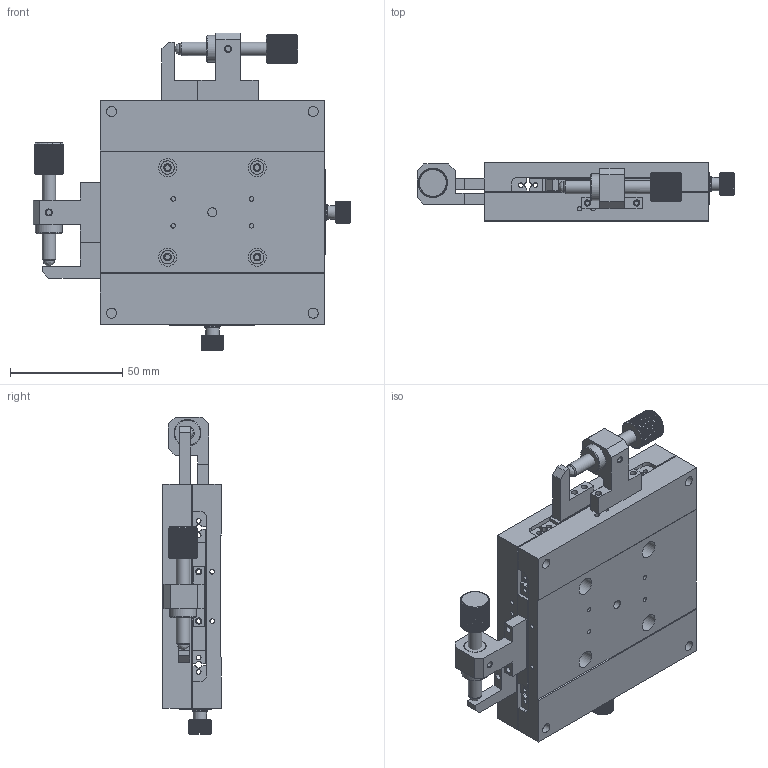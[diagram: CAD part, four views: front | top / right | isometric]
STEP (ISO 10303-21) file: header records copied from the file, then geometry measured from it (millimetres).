
FILE_DESCRIPTION (( 'STEP AP203' ), '1' );
FILE_NAME ('528928.STEP', '2024-11-12T09:19:00', ( 'Windows User' ), ( 'P R C' ), 'SwSTEP 2.0', 'SolidWorks 2020', '' );
FILE_SCHEMA (( 'CONFIG_CONTROL_DESIGN' ));
Length unit declared in the file: millimetre
Products named in the file (1): 528928
Bounding box: 141.8 x 26 x 141.8 mm (x, y, z)
Surface area: 90047.2 mm2 (no closed solid volume)
Topology: 0 solids, 22 shells, 1360 faces, 3872 edges, 2535 vertices
Faces by surface type: plane 752, cylinder 428, cone 178, bspline 2
Full cylindrical faces by diameter (mm): 2.05 x41, 2.5 x3, 2.8 x8, 3 x4, 3.242 x16, 4 x2, 4.5 x4, 6 x4, 7 x2, 8 x4, 10 x2, 12 x2
Entity records: 48645 total; most frequent: CARTESIAN_POINT 15471, ORIENTED_EDGE 7174, DIRECTION 6158, EDGE_CURVE 3726, VERTEX_POINT 2516, AXIS2_PLACEMENT_3D 2396, EDGE_LOOP 1646, FACE_OUTER_BOUND 1452
